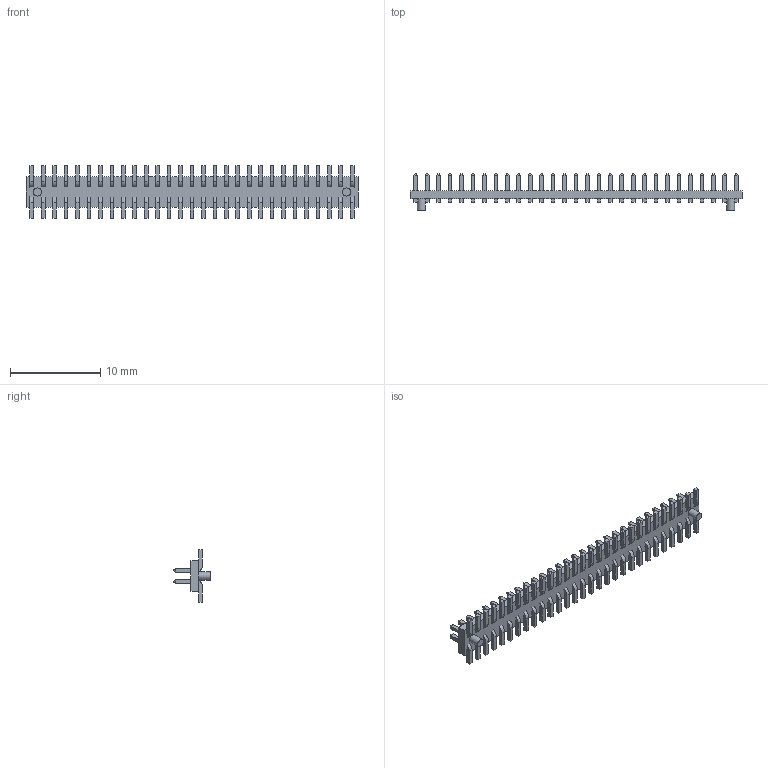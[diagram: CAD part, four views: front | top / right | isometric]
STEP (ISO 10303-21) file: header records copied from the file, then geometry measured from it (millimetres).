
FILE_DESCRIPTION( ( 'STEP AP214' ), '1' );
FILE_NAME( 'FTS-129-02-L-DV-A.stp', '2020-05-04T01:40:47', ( 'License CC BY-ND 4.0' ), ( 'CADENAS' ), ' ', 'PARTsolutions', ' ' );
FILE_SCHEMA( ( 'AUTOMOTIVE_DESIGN { 1 0 10303 214 1 1 1 1 }' ) );
Length unit declared in the file: inch
Products named in the file (4): FTS-129-02-L-DV-A; _FTS-129-02-L-DV-A_body; _FTS-129-02-L-DV-A_pins1; _FTS-129-02-L-DV-A_pins2
Assembly tree (3 placements, depth 2):
  FTS-129-02-L-DV-A
    _FTS-129-02-L-DV-A_body
    _FTS-129-02-L-DV-A_pins1
    _FTS-129-02-L-DV-A_pins2
Bounding box: 36.83 x 4.04 x 5.84 mm (x, y, z)
Volume: 191 mm3; surface area: 1059.1 mm2
Topology: 3 solids, 3 shells, 828 faces, 2230 edges, 1410 vertices
Faces by surface type: plane 822, cylinder 6
Full cylindrical faces by diameter (mm): 0.889 x2
Entity records: 31976 total; most frequent: CARTESIAN_POINT 4466, ORIENTED_EDGE 4452, DIRECTION 4126, EDGE_CURVE 2226, LINE 1990, VECTOR 1990, VERTEX_POINT 1408, AXIS2_PLACEMENT_3D 1068
